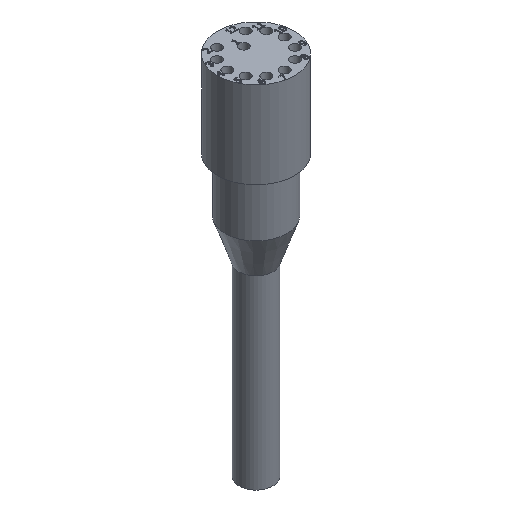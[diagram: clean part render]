
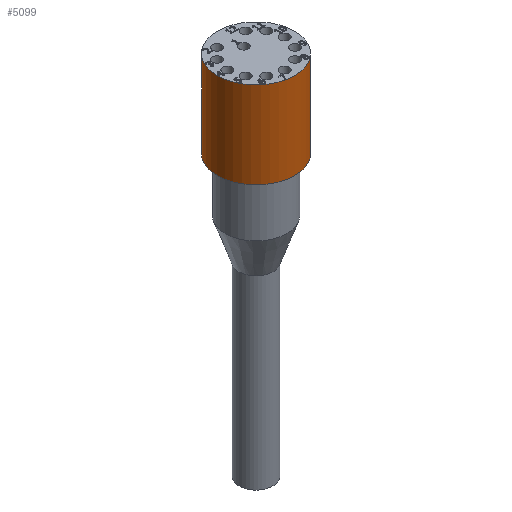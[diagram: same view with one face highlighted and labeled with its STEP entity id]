
A CAD part, isometric view. The second image highlights one B-rep face of the part: STEP entity #5099.
In plain terms, the highlighted cylindrical face has radius 12.5 mm (diameter 25 mm), a full revolution.
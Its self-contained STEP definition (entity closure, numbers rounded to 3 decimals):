
#27=CYLINDRICAL_SURFACE($,#5287,12.5);
#28=CIRCLE($,#5225,12.5);
#57=CIRCLE($,#5288,12.5);
#335=FACE_OUTER_BOUND($,#1729,.T.);
#1397=FACE_BOUND($,#1730,.T.);
#1729=EDGE_LOOP($,(#4650));
#1730=EDGE_LOOP($,(#4651));
#2454=VERTEX_POINT($,#9562);
#2483=VERTEX_POINT($,#9654);
#3180=EDGE_CURVE($,#2454,#2454,#28,.T.);
#3209=EDGE_CURVE($,#2483,#2483,#57,.T.);
#4650=ORIENTED_EDGE($,*,*,#3180,.T.);
#4651=ORIENTED_EDGE($,*,*,#3209,.F.);
#5099=ADVANCED_FACE($,(#335,#1397),#27,.T.);
#5225=AXIS2_PLACEMENT_3D($,#9563,#5973,#5974);
#5287=AXIS2_PLACEMENT_3D($,#9653,#6097,#6098);
#5288=AXIS2_PLACEMENT_3D($,#9655,#6099,#6100);
#5973=DIRECTION('center_axis',(0.,0.,-1.));
#5974=DIRECTION('ref_axis',(-1.,0.,0.));
#6097=DIRECTION('center_axis',(0.,0.,1.));
#6098=DIRECTION('ref_axis',(-1.,0.,0.));
#6099=DIRECTION('center_axis',(0.,0.,-1.));
#6100=DIRECTION('ref_axis',(-1.,0.,0.));
#9562=CARTESIAN_POINT('',(12.5,0.,28.));
#9563=CARTESIAN_POINT('Origin',(0.,0.,28.));
#9653=CARTESIAN_POINT('Origin',(0.,0.,0.));
#9654=CARTESIAN_POINT('',(12.5,0.,0.));
#9655=CARTESIAN_POINT('Origin',(0.,0.,0.));
